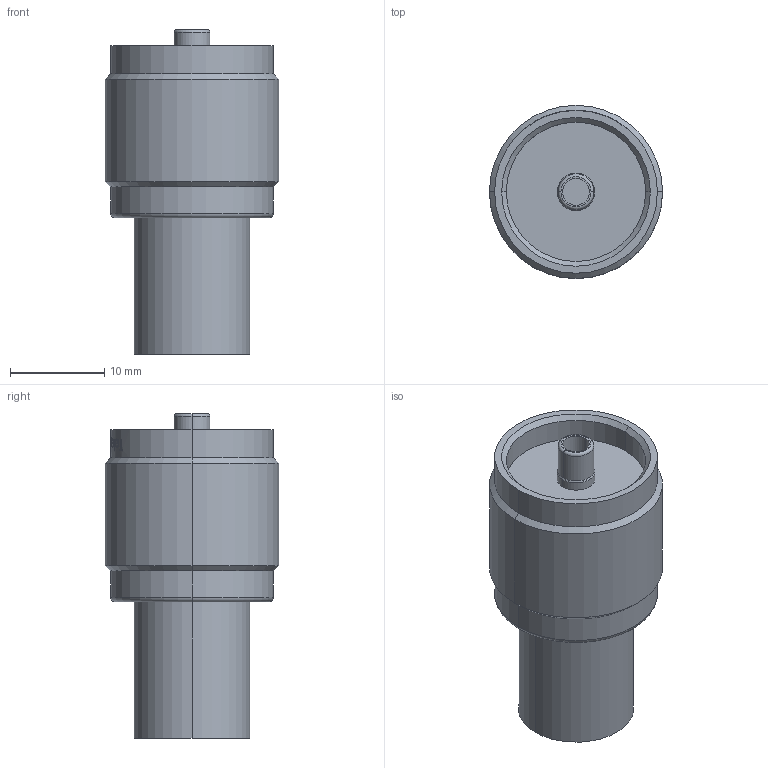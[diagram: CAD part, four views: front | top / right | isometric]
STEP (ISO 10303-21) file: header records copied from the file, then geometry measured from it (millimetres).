
FILE_DESCRIPTION (( 'STEP AP214' ), '1' );
FILE_NAME ('J01040A0012.STEP', '2018-11-21T10:26:53', ( '' ), ( '' ), 'SwSTEP 2.0', 'SolidWorks 2017', '' );
FILE_SCHEMA (( 'AUTOMOTIVE_DESIGN' ));
Length unit declared in the file: millimetre
Products named in the file (1): J01040A0012
Bounding box: 18.4 x 18.4 x 34.5 mm (x, y, z)
Volume: 5154.5 mm3; surface area: 2761.9 mm2
Topology: 1 solids, 1 shells, 206 faces, 515 edges, 336 vertices
Faces by surface type: bspline 78, plane 72, cylinder 40, cone 12, torus 4
Entity records: 11165 total; most frequent: CARTESIAN_POINT 4444, ORIENTED_EDGE 1030, DIRECTION 723, EDGE_CURVE 515, VERTEX_POINT 336, AXIS2_PLACEMENT_3D 245, LINE 233, VECTOR 233
